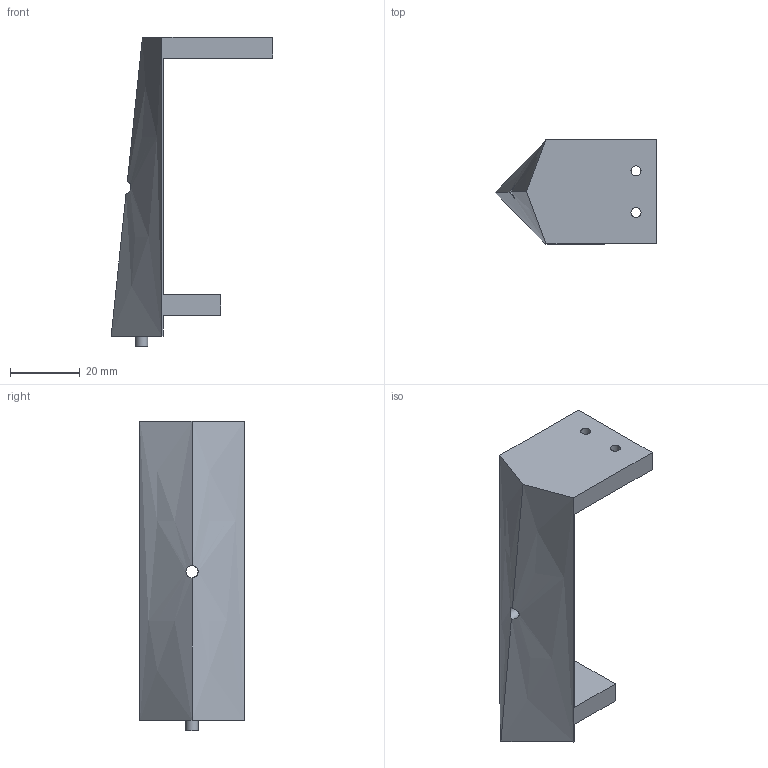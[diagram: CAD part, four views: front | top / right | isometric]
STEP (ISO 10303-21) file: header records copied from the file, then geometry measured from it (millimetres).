
FILE_DESCRIPTION(/* description */ (''),/* implementation_level */ '2;1');
FILE_NAME(/* name */ 'BodyWedgeSideV3.1.ipt.step',/* time_stamp */ '2024-02-28T22:22:10-06:00',/* author */ ('smz3rm'),/* organization */ (''),/* preprocessor_version */ 'ST-DEVELOPER v18',/* originating_system */ 'Autodesk Inventor 2020',/* authorisation */ '');
FILE_SCHEMA (('AUTOMOTIVE_DESIGN { 1 0 10303 214 3 1 1 }'));
Length unit declared in the file: millimetre
Products named in the file (1): BodyWedgeSideV3.1
Bounding box: 46.51 x 30 x 89 mm (x, y, z)
Volume: 22465.3 mm3; surface area: 9899.3 mm2
Topology: 1 solids, 1 shells, 22 faces, 62 edges, 44 vertices
Faces by surface type: plane 14, cylinder 6, bspline 2
Full cylindrical faces by diameter (mm): 2.9 x4, 3.5 x2
Entity records: 917 total; most frequent: CARTESIAN_POINT 273, ORIENTED_EDGE 124, DIRECTION 122, EDGE_CURVE 62, VERTEX_POINT 44, AXIS2_PLACEMENT_3D 41, LINE 40, VECTOR 40
